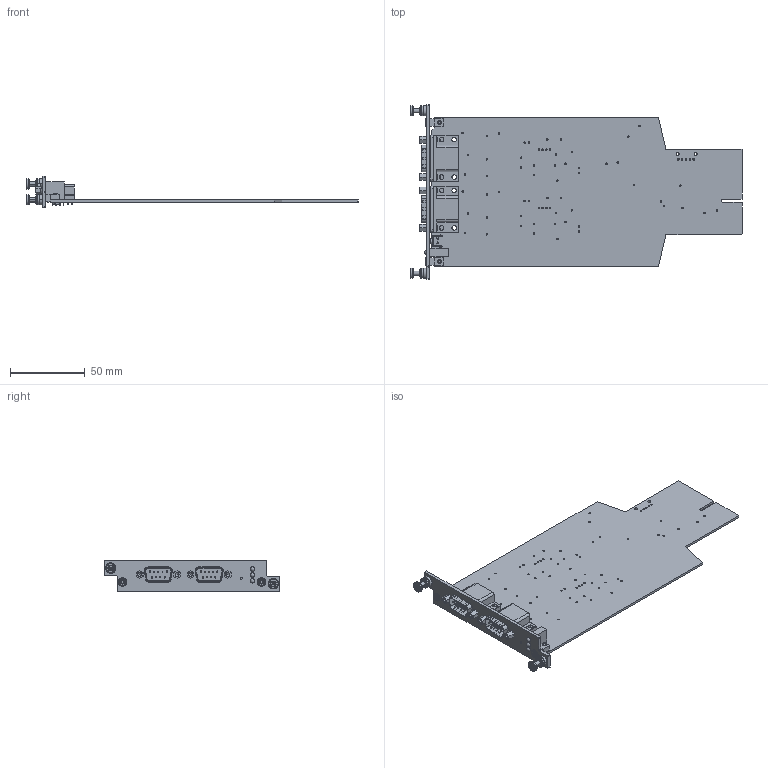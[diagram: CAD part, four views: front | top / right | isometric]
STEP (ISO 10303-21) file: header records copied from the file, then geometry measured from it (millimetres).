
FILE_DESCRIPTION(('FreeCAD Model'),'2;1');
FILE_NAME('Open CASCADE Shape Model','2024-03-01T12:22:36',(''),(''), 'Open CASCADE STEP processor 7.6','FreeCAD','Unknown');
FILE_SCHEMA(('AUTOMOTIVE_DESIGN { 1 0 10303 214 1 1 1 1 }'));
Length unit declared in the file: millimetre
Products named in the file (279): PCB; Board; ME112; BL8803S0200_Konstruktionsdaten_v0101; PFHV_M3-0_PFHV_M3-RE; KVT_PFHV_M3_011_KVT_PFHV_M3_012; KVT_PFHV_M3_012_KVT_PFHV_M3_013; Body; PFHV_M3-0_PFHV_M3-LI; KVT_PFHV_M3_011_KVT_PFHV_M3_011; KVT_PFHV_M3_012_KVT_PFHV_M3_012; ME110; SKB1; SKB002; SKB003; SKB004; SKB005; SKB006; SKB007; SKB008; SKB009; SKB010; SKB011; SKB012; SKB013; SKB014; SKB015; SKB016; SKB017; SKB018; SKB019; SKB020; SKB021; SKB022; SKB023; SKB024; SKB025; ME109; ME102; ME111 ...
Assembly tree (554 placements, depth 5):
  PCB
    Board
    ME112
      BL8803S0200_Konstruktionsdaten_v0101
        PFHV_M3-0_PFHV_M3-RE
          KVT_PFHV_M3_011_KVT_PFHV_M3_012
          KVT_PFHV_M3_012_KVT_PFHV_M3_013
        Body
        PFHV_M3-0_PFHV_M3-LI
          KVT_PFHV_M3_011_KVT_PFHV_M3_011
          KVT_PFHV_M3_012_KVT_PFHV_M3_012
    ME110
      SKB1
      SKB002
      SKB003
      SKB004
      SKB005
      SKB006
      SKB007
      SKB008
      SKB009
      SKB010
      SKB011
      SKB012
      SKB013
      SKB014
      SKB015
      SKB016
      SKB017
      SKB018
      SKB019
      SKB020
      SKB021
      SKB022
      SKB023
      SKB024
      SKB025
    ME109
      SKB1
      SKB002
      SKB003
      SKB004
      SKB005
      SKB006
      SKB007
      SKB008
      SKB009
      SKB010
      SKB011
      SKB012
      SKB013
      SKB014
      SKB015
      SKB016
      SKB017
      SKB018
      SKB019
      SKB020
      SKB021
      SKB022
Bounding box: 222.13 x 117 x 21 mm (x, y, z)
Volume: 41408.8 mm3; surface area: 55870.9 mm2
Topology: 36 solids, 530 shells, 1977 faces, 7624 edges, 10430 vertices
Faces by surface type: plane 1354, cylinder 482, cone 60, bspline 48, torus 26, revolution 4, sphere 3
Full cylindrical faces by diameter (mm): 0.195 x2, 0.7 x16, 0.8 x6, 1 x70, 1.1 x18, 1.3 x2, 1.5 x1, 2 x2, 2.224 x4, 2.459 x8, 2.5 x4, 2.6 x2, 2.7 x2, 2.9 x5, 3 x4, 3.048 x4, 3.1 x7, 3.2 x4, 4.7 x2, 5.7 x2
Entity records: 134087 total; most frequent: CARTESIAN_POINT 29896, DIRECTION 17668, LINE 10458, VECTOR 10458, ORIENTED_EDGE 7382, PCURVE 7382, DEFINITIONAL_REPRESENTATION 7382, EDGE_CURVE 4230
